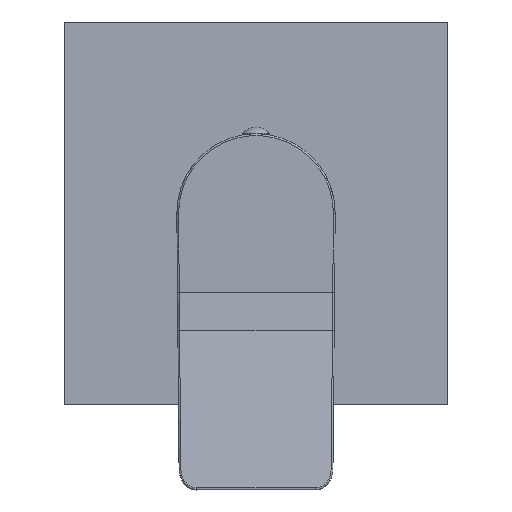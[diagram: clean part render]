
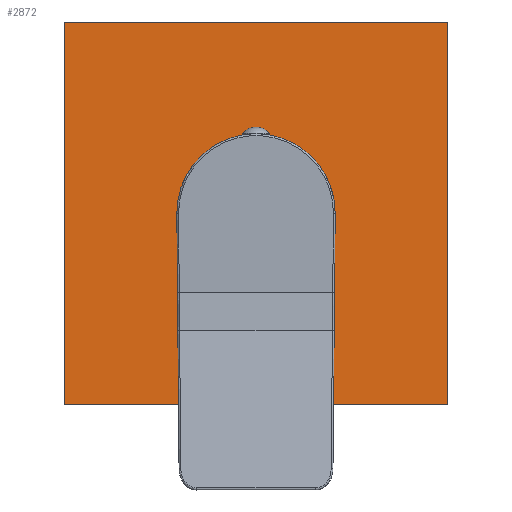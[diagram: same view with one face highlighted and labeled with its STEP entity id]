
A CAD part, top view. The second image highlights one B-rep face of the part: STEP entity #2872.
In plain terms, the highlighted planar face has unit normal (0, 0, 1).
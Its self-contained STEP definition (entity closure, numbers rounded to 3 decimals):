
#2722=DIRECTION('',(0.,1.,0.));
#2723=VECTOR('',#2722,110.);
#2724=CARTESIAN_POINT('',(55.,-55.,46.5));
#2725=LINE('',#2724,#2723);
#2726=DIRECTION('',(1.,0.,0.));
#2727=VECTOR('',#2726,110.);
#2728=CARTESIAN_POINT('',(-55.,-55.,46.5));
#2729=LINE('',#2728,#2727);
#2730=DIRECTION('',(0.,-1.,0.));
#2731=VECTOR('',#2730,110.);
#2732=CARTESIAN_POINT('',(-55.,55.,46.5));
#2733=LINE('',#2732,#2731);
#2734=DIRECTION('',(-1.,0.,0.));
#2735=VECTOR('',#2734,110.);
#2736=CARTESIAN_POINT('',(55.,55.,46.5));
#2737=LINE('',#2736,#2735);
#2746=CARTESIAN_POINT('',(55.,-55.,46.5));
#2747=CARTESIAN_POINT('',(55.,55.,46.5));
#2748=VERTEX_POINT('',#2746);
#2749=VERTEX_POINT('',#2747);
#2750=CARTESIAN_POINT('',(-55.,55.,46.5));
#2751=VERTEX_POINT('',#2750);
#2752=CARTESIAN_POINT('',(-55.,-55.,46.5));
#2753=VERTEX_POINT('',#2752);
#2861=CARTESIAN_POINT('',(0.,0.,46.5));
#2862=DIRECTION('',(0.,0.,1.));
#2863=DIRECTION('',(-1.,0.,0.));
#2864=AXIS2_PLACEMENT_3D('',#2861,#2862,#2863);
#2865=PLANE('',#2864);
#2866=ORIENTED_EDGE('',*,*,#2785,.F.);
#2867=ORIENTED_EDGE('',*,*,#2807,.F.);
#2868=ORIENTED_EDGE('',*,*,#2828,.F.);
#2869=ORIENTED_EDGE('',*,*,#2848,.F.);
#2870=EDGE_LOOP('',(#2866,#2867,#2868,#2869));
#2871=FACE_OUTER_BOUND('',#2870,.F.);
#2872=ADVANCED_FACE('',(#2871),#2865,.T.);
#2785=EDGE_CURVE('',#2748,#2749,#2725,.T.);
#2807=EDGE_CURVE('',#2753,#2748,#2729,.T.);
#2828=EDGE_CURVE('',#2751,#2753,#2733,.T.);
#2848=EDGE_CURVE('',#2749,#2751,#2737,.T.);
